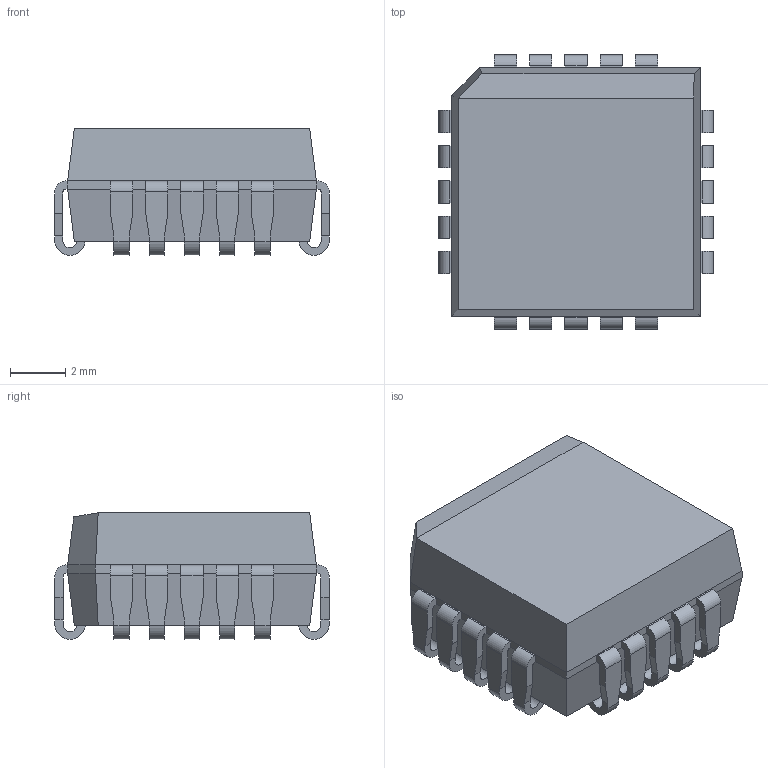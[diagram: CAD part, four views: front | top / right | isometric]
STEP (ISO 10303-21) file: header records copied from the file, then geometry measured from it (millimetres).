
FILE_DESCRIPTION((''),'2;1');
FILE_NAME('PLCC127P990X990X457-20N.stp','2012-11-01T15:26:43',(''),(''),'Mechanical Desktop 2011','Mechanical Desktop 2011',', , ');
FILE_SCHEMA(('AUTOMOTIVE_DESIGN { 1 2 10303 214 1 1 1 1 }'));
Length unit declared in the file: millimetre
Products named in the file (1): Product
Bounding box: 9.9 x 9.89 x 4.57 mm (x, y, z)
Volume: 321.9 mm3; surface area: 423.2 mm2
Topology: 21 solids, 21 shells, 338 faces, 877 edges, 581 vertices
Faces by surface type: bspline 166, plane 132, cylinder 40
Entity records: 10805 total; most frequent: CARTESIAN_POINT 2855, ORIENTED_EDGE 1754, DIRECTION 1383, EDGE_CURVE 877, VECTOR 717, LINE 717, VERTEX_POINT 581, EDGE_LOOP 338
